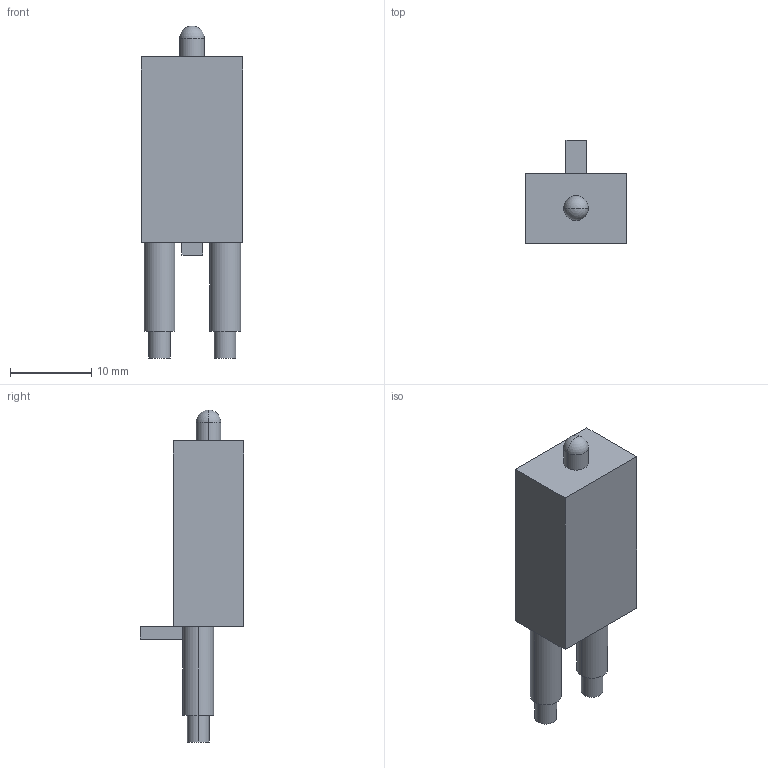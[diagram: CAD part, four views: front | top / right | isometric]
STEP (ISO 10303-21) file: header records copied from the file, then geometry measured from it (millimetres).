
FILE_DESCRIPTION(('starvars output'),'2;1');
FILE_NAME('cv20190909164734000115323.stp','16:47:34 2019/09/09',( 'Thomas Industrial Network Germany GmbH'),( 'Thomas Industrial Network Germany GmbH'),'unknown preprocess','ACIS' ,'unknown authorization');
FILE_SCHEMA(('AUTOMOTIVE_DESIGN_CC2 {UNKNOWN IMPLEMENTATION LEVEL}'));
Length unit declared in the file: millimetre
Products named in the file (1): PRODUCT_ID_1
Bounding box: 12.45 x 12.7 x 40.87 mm (x, y, z)
Volume: 2794.4 mm3; surface area: 1574.5 mm2
Topology: 1 solids, 1 shells, 28 faces, 62 edges, 39 vertices
Faces by surface type: plane 16, cylinder 10, sphere 2
Entity records: 981 total; most frequent: ORIENTED_EDGE 120, CARTESIAN_POINT 109, DIRECTION 104, EDGE_CURVE 60, VERTEX_POINT 39, VECTOR 36, LINE 36, AXIS2_PLACEMENT_3D 34
